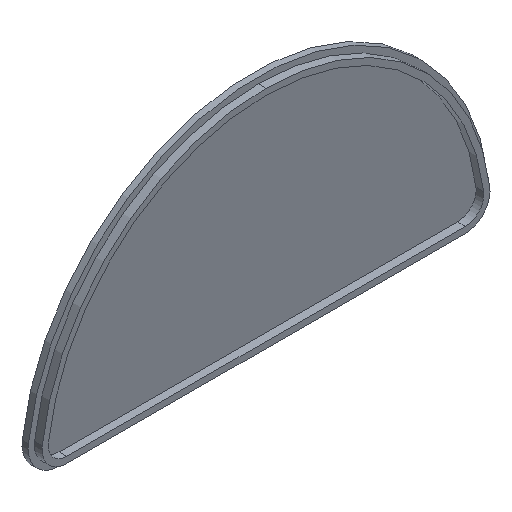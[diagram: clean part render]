
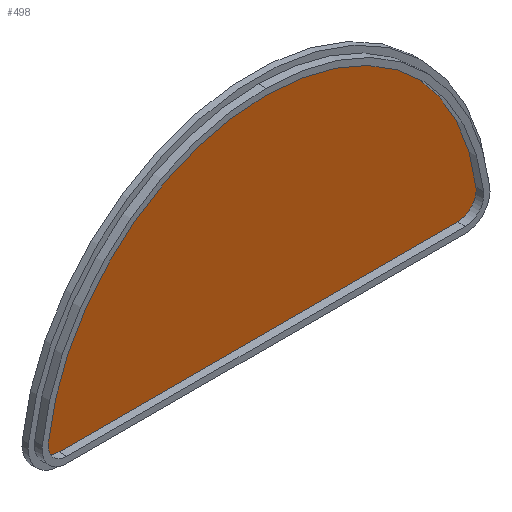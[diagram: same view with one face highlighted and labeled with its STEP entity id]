
A CAD part, isometric view. The second image highlights one B-rep face of the part: STEP entity #498.
In plain terms, the highlighted planar face has unit normal (0, -1, 0).
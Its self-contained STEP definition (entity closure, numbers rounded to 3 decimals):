
#26 = CARTESIAN_POINT ( 'NONE',  ( 140.92, 0., 17.477 ) ) ;
#45 = CARTESIAN_POINT ( 'NONE',  ( -129.012, 0., 16. ) ) ;
#46 = PLANE ( 'NONE',  #530 ) ;
#54 = CIRCLE ( 'NONE', #449, 12. ) ;
#79 = CARTESIAN_POINT ( 'NONE',  ( -129.012, 0., 16. ) ) ;
#80 = AXIS2_PLACEMENT_3D ( 'NONE', #528, #132, #461 ) ;
#93 = DIRECTION ( 'NONE',  ( 0., 0., 1. ) ) ;
#96 = AXIS2_PLACEMENT_3D ( 'NONE', #79, #283, #563 ) ;
#123 = DIRECTION ( 'NONE',  ( 1., 0., 0. ) ) ;
#127 = VECTOR ( 'NONE', #123, 1000. ) ;
#132 = DIRECTION ( 'NONE',  ( 0., -1., 0. ) ) ;
#142 = VERTEX_POINT ( 'NONE', #504 ) ;
#147 = ORIENTED_EDGE ( 'NONE', *, *, #361, .T. ) ;
#177 = VERTEX_POINT ( 'NONE', #26 ) ;
#212 = CARTESIAN_POINT ( 'NONE',  ( 129.012, 0., 16. ) ) ;
#213 = AXIS2_PLACEMENT_3D ( 'NONE', #227, #552, #369 ) ;
#221 = EDGE_CURVE ( 'NONE', #177, #560, #426, .T. ) ;
#227 = CARTESIAN_POINT ( 'NONE',  ( 0., 0., 0. ) ) ;
#251 = FACE_OUTER_BOUND ( 'NONE', #269, .T. ) ;
#257 = DIRECTION ( 'NONE',  ( 0., 1., 0. ) ) ;
#259 = ORIENTED_EDGE ( 'NONE', *, *, #467, .T. ) ;
#269 = EDGE_LOOP ( 'NONE', ( #404, #314, #425, #147, #259 ) ) ;
#283 = DIRECTION ( 'NONE',  ( 0., -1., 0. ) ) ;
#285 = CARTESIAN_POINT ( 'NONE',  ( -129.012, 0., 4. ) ) ;
#299 = DIRECTION ( 'NONE',  ( 0., -1., 0. ) ) ;
#301 = DIRECTION ( 'NONE',  ( 0., 0., -1. ) ) ;
#314 = ORIENTED_EDGE ( 'NONE', *, *, #453, .T. ) ;
#323 = CARTESIAN_POINT ( 'NONE',  ( -129.012, 0., 4. ) ) ;
#326 = EDGE_CURVE ( 'NONE', #470, #365, #553, .T. ) ;
#349 = LINE ( 'NONE', #323, #127 ) ;
#361 = EDGE_CURVE ( 'NONE', #365, #142, #349, .T. ) ;
#365 = VERTEX_POINT ( 'NONE', #285 ) ;
#369 = DIRECTION ( 'NONE',  ( 0., 0., -1. ) ) ;
#404 = ORIENTED_EDGE ( 'NONE', *, *, #221, .T. ) ;
#405 = CARTESIAN_POINT ( 'NONE',  ( 0., 0., 142. ) ) ;
#425 = ORIENTED_EDGE ( 'NONE', *, *, #326, .T. ) ;
#426 = CIRCLE ( 'NONE', #213, 142. ) ;
#439 = CARTESIAN_POINT ( 'NONE',  ( -140.92, 0., 17.477 ) ) ;
#449 = AXIS2_PLACEMENT_3D ( 'NONE', #212, #299, #301 ) ;
#453 = EDGE_CURVE ( 'NONE', #560, #470, #488, .T. ) ;
#461 = DIRECTION ( 'NONE',  ( 0., 0., -1. ) ) ;
#467 = EDGE_CURVE ( 'NONE', #142, #177, #54, .T. ) ;
#470 = VERTEX_POINT ( 'NONE', #439 ) ;
#488 = CIRCLE ( 'NONE', #80, 142. ) ;
#498 = ADVANCED_FACE ( 'NONE', ( #251 ), #46, .F. ) ;
#504 = CARTESIAN_POINT ( 'NONE',  ( 129.012, 0., 4. ) ) ;
#528 = CARTESIAN_POINT ( 'NONE',  ( 0., 0., 0. ) ) ;
#530 = AXIS2_PLACEMENT_3D ( 'NONE', #45, #257, #93 ) ;
#552 = DIRECTION ( 'NONE',  ( 0., -1., 0. ) ) ;
#553 = CIRCLE ( 'NONE', #96, 12. ) ;
#560 = VERTEX_POINT ( 'NONE', #405 ) ;
#563 = DIRECTION ( 'NONE',  ( 0., 0., -1. ) ) ;
